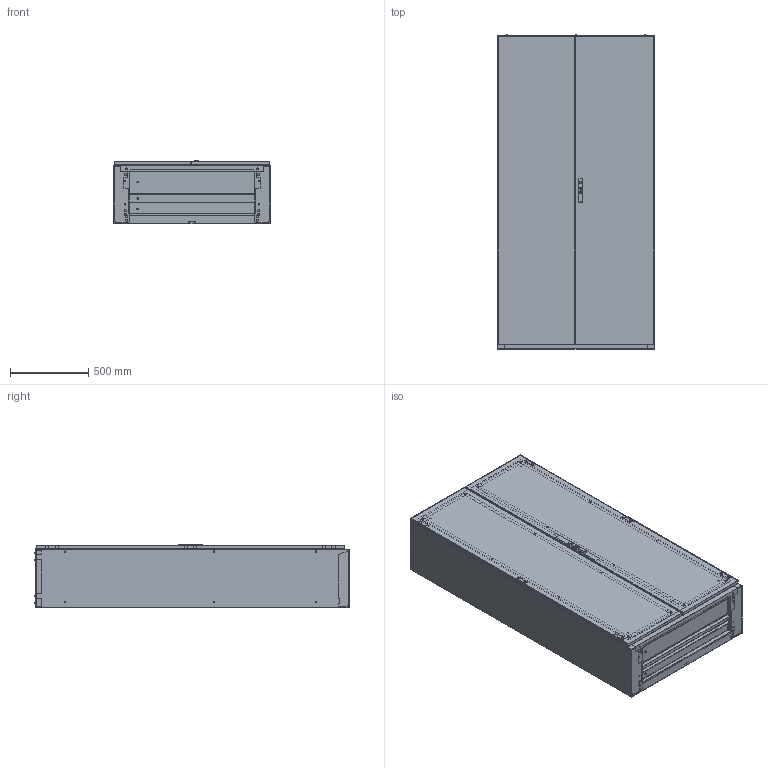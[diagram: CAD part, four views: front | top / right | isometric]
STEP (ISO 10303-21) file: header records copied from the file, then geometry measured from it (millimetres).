
FILE_DESCRIPTION (( 'STEP AP214' ), '1' );
FILE_NAME ('0370-1120-40-10.STEP', '2015-05-05T06:09:46', ( '' ), ( '' ), 'SwSTEP 2.0', 'SolidWorks 2014', '' );
FILE_SCHEMA (( 'AUTOMOTIVE_DESIGN' ));
Length unit declared in the file: millimetre
Products named in the file (20): Tuere LP 0395 (Modell) B 1000 H 2000; Bodenblech vorn-hinten (Modell) B1000; Tuere GG 0395 (Modell) B 1000 H 2000; Tragschiene unten rechts (Modell) T400; Bodenplatte hinten 0395 f黵 0390 (Modell) B1000; Abwicklung kpl (Modell) B1000H2000T400; Bodenplatte mitte 0395 f黵 0390 (Modell) B1000; 0370-1120-40-10; Bodenplatte vorne 0395 f黵 0390 (Modell) B1000; Tragschiene oben rechts (Modell) T400; Montageplatte kpl 0348 (Modell) B1000H2000; Arretierwinkel kpl rechts (Modell) 1000; Arretierwinkel kpl links (Modell) 1000; Rasthalterung kpl rechts (Modell) 1000; Rasthalterung kpl links (Modell) 1000; Montageplatte 0348 (Modell) B1000H2000; Tragschiene oben links (Modell) T400; Dachwinkel vorn-hinten (Modell) B1000; Tragschiene unten links (Modell) T400; Dachplatte 0390 (Modell) B1000T400
Assembly tree (19 placements, depth 3):
  0370-1120-40-10
    Abwicklung kpl (Modell) B1000H2000T400
    Tragschiene unten rechts (Modell) T400
    Bodenblech vorn-hinten (Modell) B1000
    Dachplatte 0390 (Modell) B1000T400
    Tragschiene unten links (Modell) T400
    Dachwinkel vorn-hinten (Modell) B1000
    Tragschiene oben links (Modell) T400
    Montageplatte kpl 0348 (Modell) B1000H2000
      Montageplatte 0348 (Modell) B1000H2000
      Rasthalterung kpl links (Modell) 1000
      Rasthalterung kpl rechts (Modell) 1000
      Arretierwinkel kpl links (Modell) 1000
      Arretierwinkel kpl rechts (Modell) 1000
    Tragschiene oben rechts (Modell) T400
    Bodenplatte vorne 0395 f黵 0390 (Modell) B1000
    Bodenplatte mitte 0395 f黵 0390 (Modell) B1000
    Bodenplatte hinten 0395 f黵 0390 (Modell) B1000
    Tuere GG 0395 (Modell) B 1000 H 2000
    Tuere LP 0395 (Modell) B 1000 H 2000
Bounding box: 1000 x 2006.5 x 407.5 mm (x, y, z)
Volume: 20597709.8 mm3; surface area: 20651437.8 mm2
Topology: 36 solids, 36 shells, 3438 faces, 9198 edges, 6095 vertices
Faces by surface type: plane 1734, cylinder 1626, cone 78
Entity records: 139649 total; most frequent: DIRECTION 19309, CARTESIAN_POINT 19291, ORIENTED_EDGE 18396, EDGE_CURVE 9198, AXIS2_PLACEMENT_3D 6805, VERTEX_POINT 6095, LINE 5699, VECTOR 5699
